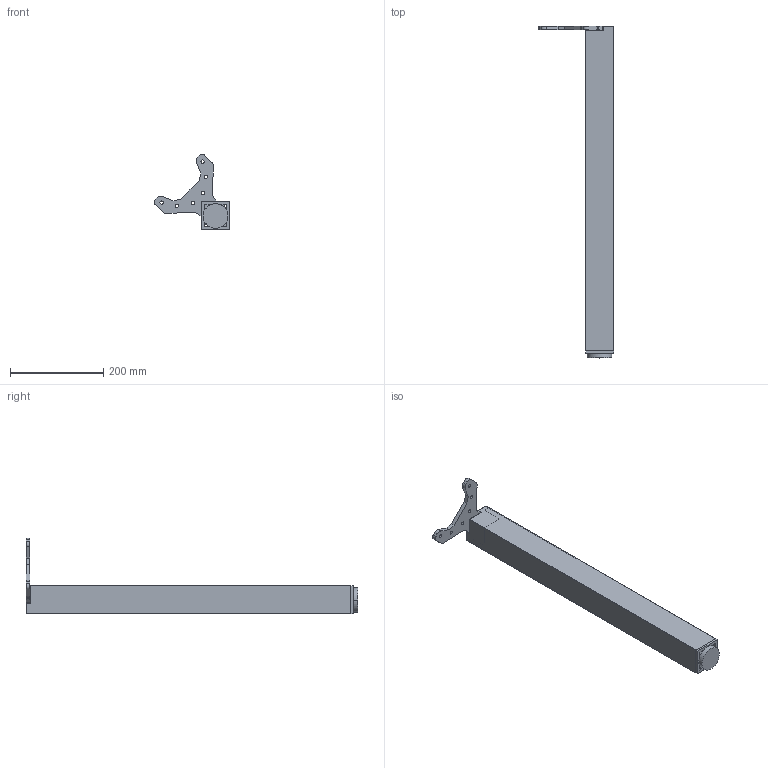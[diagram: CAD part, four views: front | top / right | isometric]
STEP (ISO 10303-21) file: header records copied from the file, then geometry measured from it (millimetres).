
FILE_DESCRIPTION (( 'STEP AP214' ), '1' );
FILE_NAME ('F000910,F000913,F000916,F000917_3D.step', '2022-08-15T13:41:55', ( '' ), ( '' ), 'SwSTEP 2.0', 'SolidWorks 2020', '' );
FILE_SCHEMA (( 'AUTOMOTIVE_DESIGN' ));
Length unit declared in the file: millimetre
Products named in the file (1): F000910,F000913,F000916,F000917_3D
Bounding box: 161.7 x 710 x 161.7 mm (x, y, z)
Volume: 354445.6 mm3; surface area: 384682.6 mm2
Topology: 3 solids, 3 shells, 85 faces, 247 edges, 162 vertices
Faces by surface type: plane 56, cylinder 29
Entity records: 3842 total; most frequent: CARTESIAN_POINT 495, ORIENTED_EDGE 494, DIRECTION 485, EDGE_CURVE 247, VECTOR 181, LINE 181, VERTEX_POINT 162, AXIS2_PLACEMENT_3D 152
